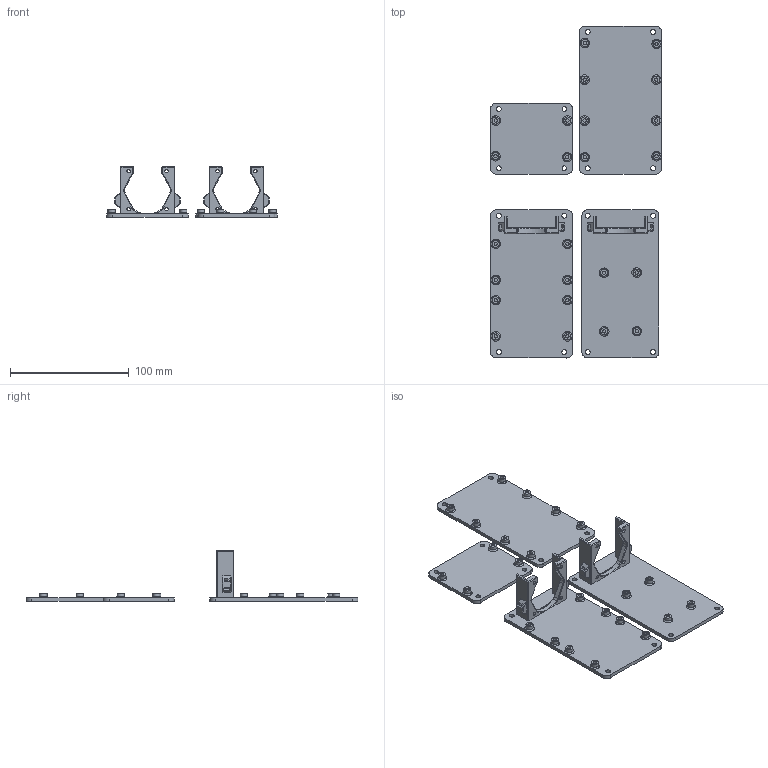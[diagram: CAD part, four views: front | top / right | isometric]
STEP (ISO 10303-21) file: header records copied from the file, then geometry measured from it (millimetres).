
FILE_DESCRIPTION(/* description */ (''),/* implementation_level */ '2;1');
FILE_NAME(/* name */ 'DROK LM2596 with LED.step',/* time_stamp */ '2022-08-03T05:20:15-05:00',/* author */ (''),/* organization */ (''),/* preprocessor_version */ 'ST-DEVELOPER v19',/* originating_system */ 'Autodesk Translation Framework v11.7.0.108',/* authorisation */ '');
FILE_SCHEMA (('AUTOMOTIVE_DESIGN { 1 0 10303 214 3 1 1 }'));
Length unit declared in the file: millimetre
Products named in the file (5): DROK LM2596 with LED; Half Single Tray; Full Dual Tray; Full Single with Fan; Full Dual with Fan
Assembly tree (4 placements, depth 2):
  DROK LM2596 with LED
    Half Single Tray
    Full Dual Tray
    Full Single with Fan
    Full Dual with Fan
Bounding box: 144 x 280 x 43 mm (x, y, z)
Volume: 101446.2 mm3; surface area: 73725.6 mm2
Topology: 4 solids, 4 shells, 464 faces, 1092 edges, 690 vertices
Faces by surface type: plane 254, cylinder 130, cone 40, torus 24, bspline 16
Full cylindrical faces by diameter (mm): 2.8 x32, 6 x24
Entity records: 15803 total; most frequent: CARTESIAN_POINT 4705, DIRECTION 2334, ORIENTED_EDGE 2184, EDGE_CURVE 1092, AXIS2_PLACEMENT_3D 833, VERTEX_POINT 690, LINE 668, VECTOR 668
